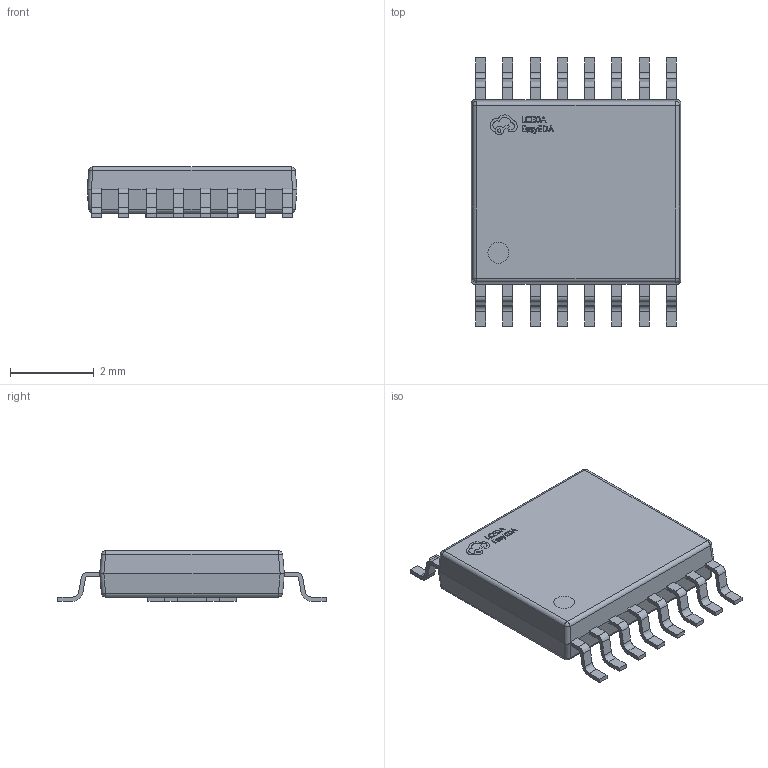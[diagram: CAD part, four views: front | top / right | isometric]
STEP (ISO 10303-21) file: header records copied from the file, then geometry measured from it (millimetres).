
FILE_DESCRIPTION (( 'STEP AP214' ), '1' );
FILE_NAME ('TSSOP-16_L5.0-W4.4-P0.65-LS6.4-BL-EP-1.step', '2022-07-26T10:45:28', ( '' ), ( '' ), 'SwSTEP 2.0', 'SolidWorks 2020', '' );
FILE_SCHEMA (( 'AUTOMOTIVE_DESIGN' ));
Length unit declared in the file: millimetre
Products named in the file (1): TSSOP-16_L5.0-W4.4-P0.65-LS6.4-BL-EP-1
Bounding box: 5 x 6.4 x 1.2 mm (x, y, z)
Volume: 24.6 mm3; surface area: 77.9 mm2
Topology: 14 solids, 14 shells, 556 faces, 1525 edges, 1006 vertices
Faces by surface type: plane 354, bspline 112, cylinder 82, sphere 8
Entity records: 24972 total; most frequent: CARTESIAN_POINT 5204, ORIENTED_EDGE 3050, DIRECTION 2339, EDGE_CURVE 1525, LINE 1137, VECTOR 1137, VERTEX_POINT 1006, AXIS2_PLACEMENT_3D 601
